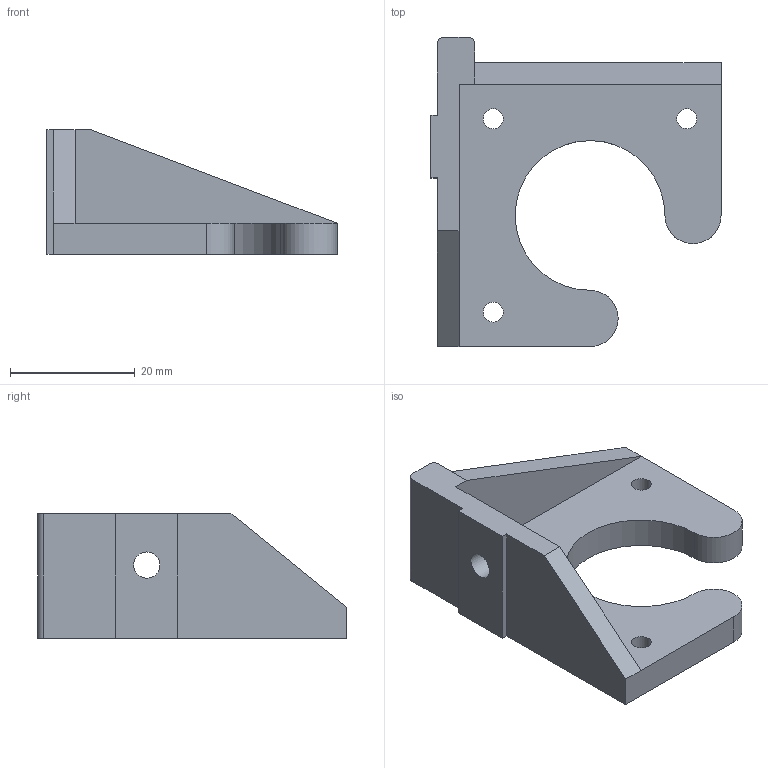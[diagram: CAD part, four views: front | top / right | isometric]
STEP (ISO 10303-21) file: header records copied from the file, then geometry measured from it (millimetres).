
FILE_DESCRIPTION(('FreeCAD Model'),'2;1');
FILE_NAME('z-motor-holder-L-x1.step','2020-02-08T12:29:36' ,('Author'),(''),'Open CASCADE STEP processor 7.3','FreeCAD','Unknown' );
FILE_SCHEMA(('AUTOMOTIVE_DESIGN { 1 0 10303 214 1 1 1 1 }'));
Length unit declared in the file: millimetre
Products named in the file (1): motor-holder-L
Bounding box: 46.5 x 49.5 x 20 mm (x, y, z)
Volume: 10327.6 mm3; surface area: 5998.7 mm2
Topology: 1 solids, 1 shells, 26 faces, 69 edges, 45 vertices
Faces by surface type: plane 17, cylinder 9
Full cylindrical faces by diameter (mm): 3.2 x3, 4.2 x1
Entity records: 1753 total; most frequent: CARTESIAN_POINT 303, DIRECTION 275, LINE 171, VECTOR 171, ORIENTED_EDGE 138, PCURVE 138, DEFINITIONAL_REPRESENTATION 138, EDGE_CURVE 69
